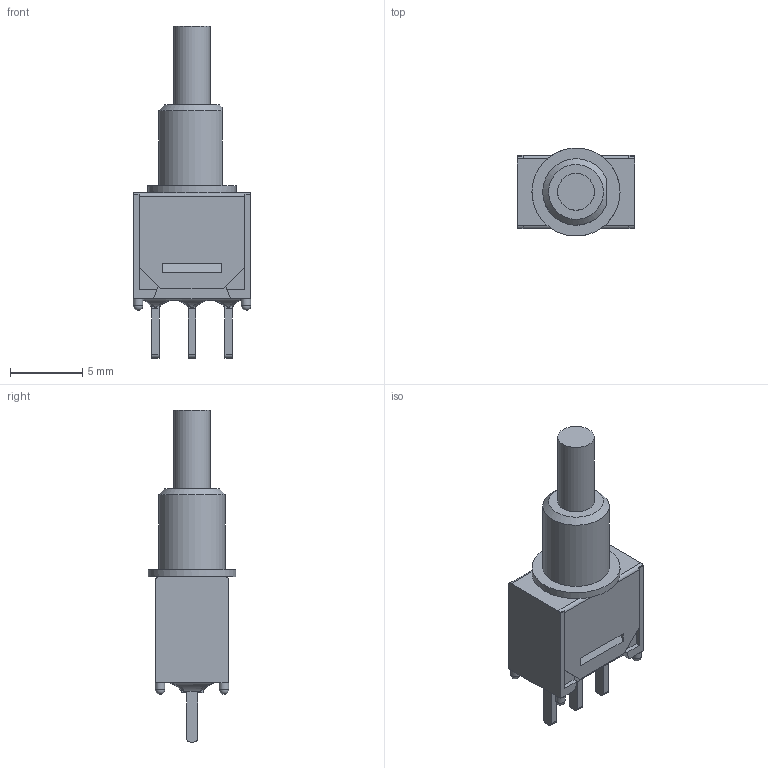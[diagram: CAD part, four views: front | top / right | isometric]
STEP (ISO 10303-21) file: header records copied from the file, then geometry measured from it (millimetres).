
FILE_DESCRIPTION((' '),'2;1');
FILE_NAME('800SP8B5M2xE.stp','2017-07-26T16:15:35',(' '),(' '),' ','ACIS',' ');
FILE_SCHEMA(('CONFIG_CONTROL_DESIGN'));
Length unit declared in the file: inch
Products named in the file (1): 800SP8B5M2xE.stp
Bounding box: 8.13 x 6.09 x 22.99 mm (x, y, z)
Volume: 273.8 mm3; surface area: 712.7 mm2
Topology: 1 solids, 3 shells, 139 faces, 371 edges, 239 vertices
Faces by surface type: plane 104, cylinder 22, bspline 8, sphere 4, cone 1
Full cylindrical faces by diameter (mm): 0.65 x4, 2.54 x2, 6.1 x1
Entity records: 5297 total; most frequent: CARTESIAN_POINT 1891, ORIENTED_EDGE 700, DIRECTION 632, EDGE_CURVE 350, VECTOR 260, LINE 260, VERTEX_POINT 230, AXIS2_PLACEMENT_3D 186
